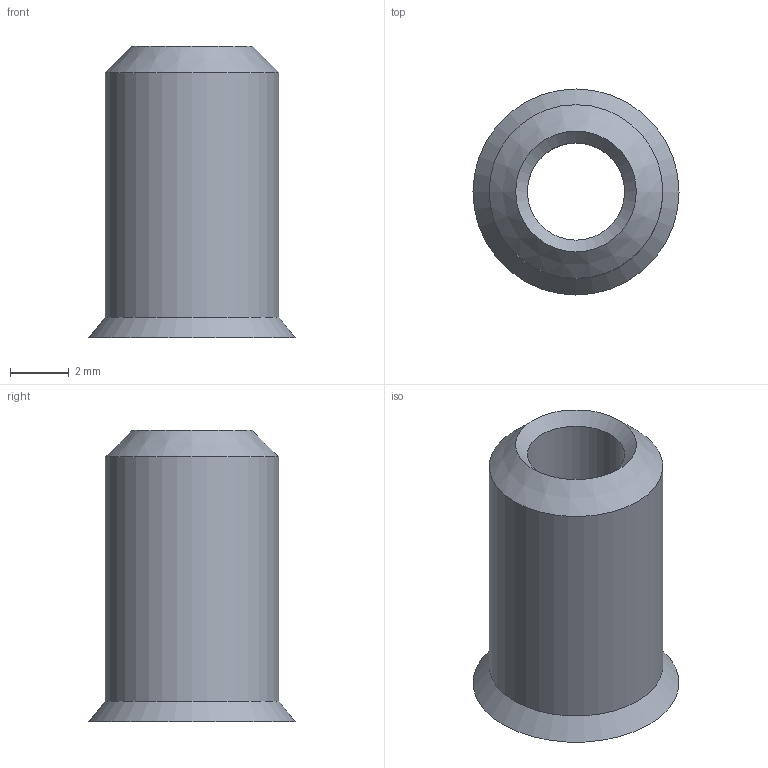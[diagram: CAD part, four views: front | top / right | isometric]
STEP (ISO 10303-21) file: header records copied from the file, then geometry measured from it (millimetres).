
FILE_DESCRIPTION (( 'STEP AP203' ), '1' );
FILE_NAME ('495-218-P.STEP', '2022-04-13T10:57:59', ( '' ), ( '' ), 'SwSTEP 2.0', 'SolidWorks 2018', '' );
FILE_SCHEMA (( 'CONFIG_CONTROL_DESIGN' ));
Length unit declared in the file: millimetre
Products named in the file (1): 495-218-P
Bounding box: 7 x 7 x 9.9 mm (x, y, z)
Volume: 119.7 mm3; surface area: 357.6 mm2
Topology: 1 solids, 1 shells, 238 faces, 631 edges, 412 vertices
Faces by surface type: plane 106, bspline 94, cylinder 34, cone 4
Full cylindrical faces by diameter (mm): 3.3 x1, 5 x1, 5.9 x1
Entity records: 10943 total; most frequent: CARTESIAN_POINT 5773, ORIENTED_EDGE 1206, DIRECTION 770, EDGE_CURVE 603, VERTEX_POINT 405, LINE 290, VECTOR 290, EDGE_LOOP 266
